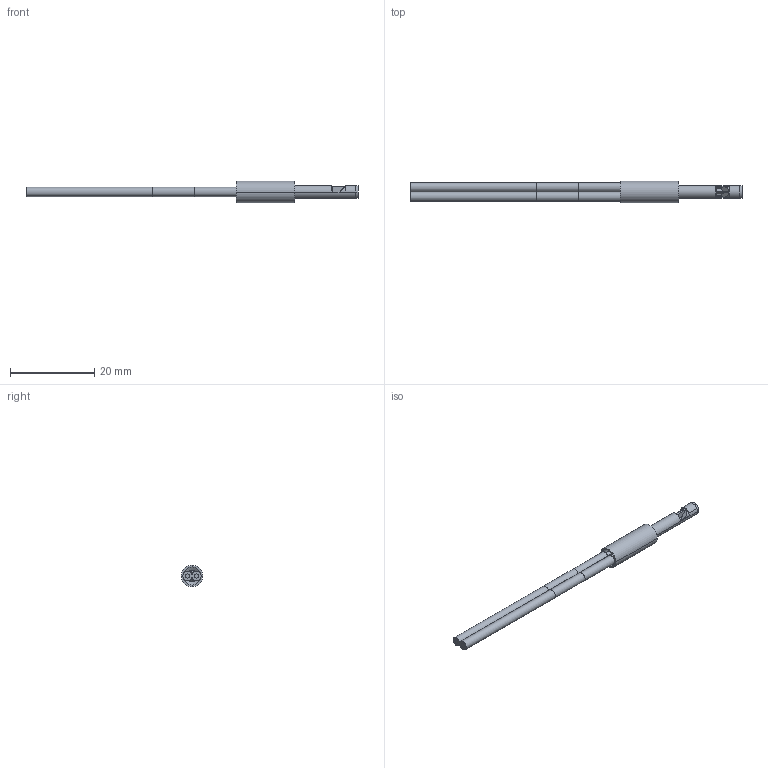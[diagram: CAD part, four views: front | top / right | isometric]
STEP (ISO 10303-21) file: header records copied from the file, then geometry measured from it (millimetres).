
FILE_DESCRIPTION((''),'2;1');
FILE_NAME('194001_ASM','2016-03-23T',('PDMAdmin'),(''),'PRO/ENGINEER BY PARAMETRIC TECHNOLOGY CORPORATION, 2013230','PRO/ENGINEER BY PARAMETRIC TECHNOLOGY CORPORATION, 2013230','');
FILE_SCHEMA(('CONFIG_CONTROL_DESIGN'));
Length unit declared in the file: inch
Products named in the file (9): 35315; 34646_78043; 10147; FIBER_CORE_1MM; 10147_BARE_CORE67; 10147_ASM; 34948; 78043_ASM; 194001_ASM
Assembly tree (10 placements, depth 4):
  194001_ASM
    78043_ASM
      35315
      34646_78043
      10147_ASM
        10147
        FIBER_CORE_1MM  x2
        10147_BARE_CORE67  x2
      34948
Bounding box: 78.96 x 5.08 x 5.08 mm (x, y, z)
Volume: 589.5 mm3; surface area: 2178.7 mm2
Topology: 8 solids, 8 shells, 116 faces, 256 edges, 155 vertices
Faces by surface type: plane 48, cylinder 48, cone 8, torus 8, bspline 4
Entity records: 3275 total; most frequent: CARTESIAN_POINT 733, DIRECTION 554, ORIENTED_EDGE 456, EDGE_CURVE 228, AXIS2_PLACEMENT_3D 222, VERTEX_POINT 139, VECTOR 110, LINE 110
